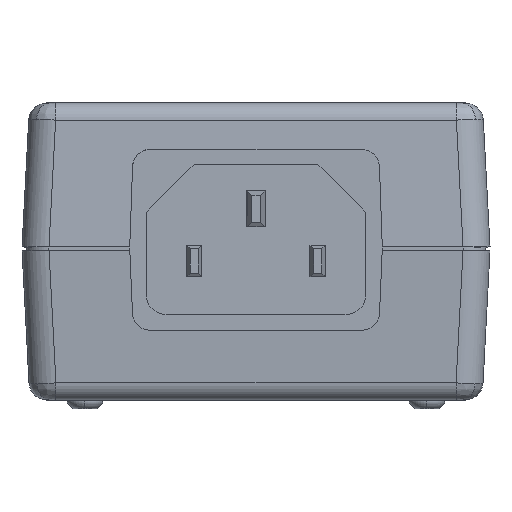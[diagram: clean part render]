
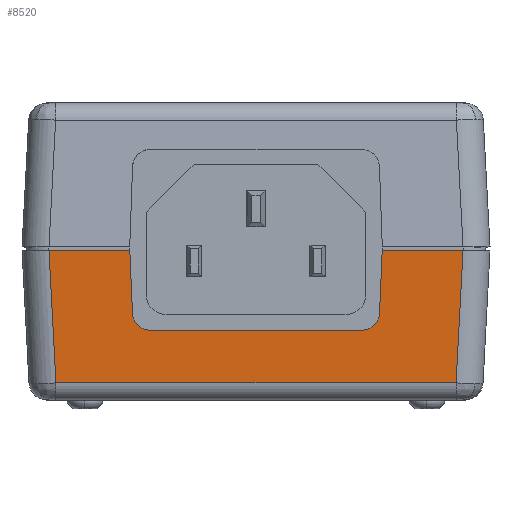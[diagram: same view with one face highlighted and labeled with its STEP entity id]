
A CAD part, left-side view. The second image highlights one B-rep face of the part: STEP entity #8520.
In plain terms, the highlighted planar face has unit normal (-0.999, 0, -0.052).
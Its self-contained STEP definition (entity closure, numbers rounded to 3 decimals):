
#304 = CARTESIAN_POINT ( 'NONE',  ( -60.136, -13.73, -7.134 ) ) ;
#996 = CARTESIAN_POINT ( 'NONE',  ( -60.136, -13.73, -7.134 ) ) ;
#1328 = CARTESIAN_POINT ( 'NONE',  ( -59.728, -25.129, -14.905 ) ) ;
#1422 = DIRECTION ( 'NONE',  ( 0., -1., 0. ) ) ;
#1640 = CARTESIAN_POINT ( 'NONE',  ( -60.386, -22.89, -2.356 ) ) ;
#1726 = FACE_OUTER_BOUND ( 'NONE', #4661, .T. ) ;
#2382 = CARTESIAN_POINT ( 'NONE',  ( -60.035, 26.02, -9.05 ) ) ;
#2430 = CARTESIAN_POINT ( 'NONE',  ( -60.035, 11.732, -9.05 ) ) ;
#2437 = CARTESIAN_POINT ( 'NONE',  ( -60.499, 23.003, -0.2 ) ) ;
#2768 = CARTESIAN_POINT ( 'NONE',  ( -60.035, 11.732, -9.05 ) ) ;
#2952 = ORIENTED_EDGE ( 'NONE', *, *, #16452, .T. ) ;
#3214 = CARTESIAN_POINT ( 'NONE',  ( -60.499, 26.02, -0.2 ) ) ;
#3570 = VECTOR ( 'NONE', #12738, 1000. ) ;
#3912 = ORIENTED_EDGE ( 'NONE', *, *, #27451, .T. ) ;
#4160 = ORIENTED_EDGE ( 'NONE', *, *, #4359, .T. ) ;
#4227 = VERTEX_POINT ( 'NONE', #2437 ) ;
#4359 = EDGE_CURVE ( 'NONE', #7141, #18349, #4621, .T. ) ;
#4621 = LINE ( 'NONE', #3214, #12106 ) ;
#4661 = EDGE_LOOP ( 'NONE', ( #9664, #4160, #23340, #2952, #21445, #3912, #13048, #15563, #23588, #5261 ) ) ;
#4865 = VECTOR ( 'NONE', #28042, 1000. ) ;
#4867 = CARTESIAN_POINT ( 'NONE',  ( -60.136, 13.73, -7.134 ) ) ;
#5261 = ORIENTED_EDGE ( 'NONE', *, *, #18266, .T. ) ;
#5303 = LINE ( 'NONE', #1640, #20569 ) ;
#5318 = CARTESIAN_POINT ( 'NONE',  ( -60.076, -13.683, -8.266 ) ) ;
#5625 = VERTEX_POINT ( 'NONE', #21670 ) ;
#6903 = CARTESIAN_POINT ( 'NONE',  ( -60.035, 12.865, -9.05 ) ) ;
#7055 = DIRECTION ( 'NONE',  ( -0.999, 0., -0.052 ) ) ;
#7141 = VERTEX_POINT ( 'NONE', #24515 ) ;
#7689 = CARTESIAN_POINT ( 'NONE',  ( -60.035, -11.732, -9.05 ) ) ;
#8520 = ADVANCED_FACE ( 'NONE', ( #1726 ), #11296, .T. ) ;
#8965 = VECTOR ( 'NONE', #12741, 1000. ) ;
#9016 = CARTESIAN_POINT ( 'NONE',  ( -60.499, -14.021, -0.2 ) ) ;
#9172 = CARTESIAN_POINT ( 'NONE',  ( -60.076, 13.683, -8.266 ) ) ;
#9664 = ORIENTED_EDGE ( 'NONE', *, *, #16614, .T. ) ;
#9673 = CARTESIAN_POINT ( 'NONE',  ( -60.035, -11.732, -9.05 ) ) ;
#9925 = EDGE_CURVE ( 'NONE', #18349, #14709, #27872, .T. ) ;
#10473 = EDGE_CURVE ( 'NONE', #11584, #11088, #14044, .T. ) ;
#10632 = LINE ( 'NONE', #2382, #4865 ) ;
#10725 = CARTESIAN_POINT ( 'NONE',  ( -60.499, 14.021, -0.2 ) ) ;
#11088 = VERTEX_POINT ( 'NONE', #10725 ) ;
#11296 = PLANE ( 'NONE',  #20534 ) ;
#11397 = DIRECTION ( 'NONE',  ( -0.052, 0., 0.999 ) ) ;
#11584 = VERTEX_POINT ( 'NONE', #4867 ) ;
#11695 = LINE ( 'NONE', #1328, #14718 ) ;
#11840 = CARTESIAN_POINT ( 'NONE',  ( -60.432, -13.968, -1.471 ) ) ;
#12106 = VECTOR ( 'NONE', #27701, 1000. ) ;
#12657 = CARTESIAN_POINT ( 'NONE',  ( -59.728, 22.233, -14.905 ) ) ;
#12738 = DIRECTION ( 'NONE',  ( 0.052, -0.052, -0.997 ) ) ;
#12741 = DIRECTION ( 'NONE',  ( -0.052, 0.042, 0.998 ) ) ;
#13048 = ORIENTED_EDGE ( 'NONE', *, *, #10473, .T. ) ;
#14044 = LINE ( 'NONE', #28123, #8965 ) ;
#14263 = VECTOR ( 'NONE', #26768, 1000. ) ;
#14709 = VERTEX_POINT ( 'NONE', #304 ) ;
#14718 = VECTOR ( 'NONE', #1422, 1000. ) ;
#15335 = CARTESIAN_POINT ( 'NONE',  ( -60.499, 26.02, -0.2 ) ) ;
#15563 = ORIENTED_EDGE ( 'NONE', *, *, #26667, .T. ) ;
#15620 = DIRECTION ( 'NONE',  ( 0., 1., 0. ) ) ;
#16452 = EDGE_CURVE ( 'NONE', #14709, #25534, #22858, .T. ) ;
#16614 = EDGE_CURVE ( 'NONE', #5625, #7141, #5303, .T. ) ;
#18266 = EDGE_CURVE ( 'NONE', #20671, #5625, #11695, .T. ) ;
#18349 = VERTEX_POINT ( 'NONE', #9016 ) ;
#18566 = VECTOR ( 'NONE', #15620, 1000. ) ;
#19074 = DIRECTION ( 'NONE',  ( -0.052, -0.052, 0.997 ) ) ;
#19202 = LINE ( 'NONE', #23310, #3570 ) ;
#19223 = EDGE_CURVE ( 'NONE', #4227, #20671, #19202, .T. ) ;
#19259 = LINE ( 'NONE', #15335, #18566 ) ;
#19983 = CARTESIAN_POINT ( 'NONE',  ( -60.136, 13.73, -7.134 ) ) ;
#20534 = AXIS2_PLACEMENT_3D ( 'NONE', #24509, #7055, #11397 ) ;
#20569 = VECTOR ( 'NONE', #19074, 1000. ) ;
#20671 = VERTEX_POINT ( 'NONE', #12657 ) ;
#20750 = EDGE_CURVE ( 'NONE', #25534, #23103, #10632, .T. ) ;
#21445 = ORIENTED_EDGE ( 'NONE', *, *, #20750, .T. ) ;
#21670 = CARTESIAN_POINT ( 'NONE',  ( -59.728, -22.233, -14.905 ) ) ;
#22858 =( BOUNDED_CURVE ( )  B_SPLINE_CURVE ( 3, ( #996, #5318, #22972, #7689 ),
 .UNSPECIFIED., .F., .T. ) 
 B_SPLINE_CURVE_WITH_KNOTS ( ( 4, 4 ),
 ( 4.754, 6.283 ),
 .UNSPECIFIED. ) 
 CURVE ( )  GEOMETRIC_REPRESENTATION_ITEM ( )  RATIONAL_B_SPLINE_CURVE ( ( 1., 0.815, 0.815, 1. ) ) 
 REPRESENTATION_ITEM ( '' )  );
#22972 = CARTESIAN_POINT ( 'NONE',  ( -60.035, -12.865, -9.05 ) ) ;
#23103 = VERTEX_POINT ( 'NONE', #2430 ) ;
#23310 = CARTESIAN_POINT ( 'NONE',  ( -60.528, 23.032, 0.356 ) ) ;
#23340 = ORIENTED_EDGE ( 'NONE', *, *, #9925, .T. ) ;
#23588 = ORIENTED_EDGE ( 'NONE', *, *, #19223, .T. ) ;
#24509 = CARTESIAN_POINT ( 'NONE',  ( -60.52, 26.02, 0.2 ) ) ;
#24515 = CARTESIAN_POINT ( 'NONE',  ( -60.499, -23.003, -0.2 ) ) ;
#25534 = VERTEX_POINT ( 'NONE', #9673 ) ;
#25649 =( BOUNDED_CURVE ( )  B_SPLINE_CURVE ( 3, ( #2768, #6903, #9172, #19983 ),
 .UNSPECIFIED., .F., .F. ) 
 B_SPLINE_CURVE_WITH_KNOTS ( ( 4, 4 ),
 ( 0., 1.529 ),
 .UNSPECIFIED. ) 
 CURVE ( )  GEOMETRIC_REPRESENTATION_ITEM ( )  RATIONAL_B_SPLINE_CURVE ( ( 1., 0.815, 0.815, 1. ) ) 
 REPRESENTATION_ITEM ( '' )  );
#26667 = EDGE_CURVE ( 'NONE', #11088, #4227, #19259, .T. ) ;
#26768 = DIRECTION ( 'NONE',  ( 0.052, 0.042, -0.998 ) ) ;
#27451 = EDGE_CURVE ( 'NONE', #23103, #11584, #25649, .T. ) ;
#27701 = DIRECTION ( 'NONE',  ( 0., 1., 0. ) ) ;
#27872 = LINE ( 'NONE', #11840, #14263 ) ;
#28042 = DIRECTION ( 'NONE',  ( 0., 1., 0. ) ) ;
#28123 = CARTESIAN_POINT ( 'NONE',  ( -60.546, 14.059, 0.7 ) ) ;
